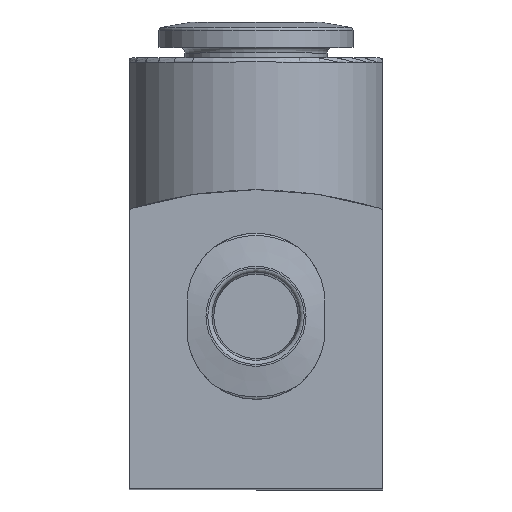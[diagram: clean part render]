
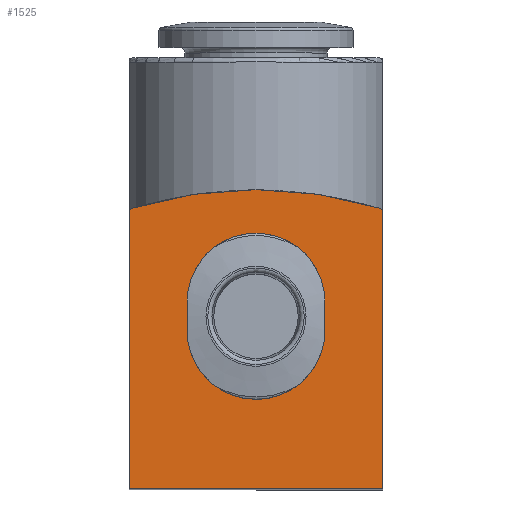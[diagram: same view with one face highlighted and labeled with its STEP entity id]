
A CAD part, top view. The second image highlights one B-rep face of the part: STEP entity #1525.
In plain terms, the highlighted planar face has unit normal (0, 0, 1).
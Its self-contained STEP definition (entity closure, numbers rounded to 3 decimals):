
#61=CIRCLE('',#1602,0.3);
#63=CIRCLE('',#1606,0.3);
#65=CIRCLE('',#1610,30.);
#67=CIRCLE('',#1615,4.05);
#228=ORIENTED_EDGE('',*,*,#481,.T.);
#229=ORIENTED_EDGE('',*,*,#460,.T.);
#230=ORIENTED_EDGE('',*,*,#425,.T.);
#231=ORIENTED_EDGE('',*,*,#476,.T.);
#232=ORIENTED_EDGE('',*,*,#437,.T.);
#233=ORIENTED_EDGE('',*,*,#467,.T.);
#234=ORIENTED_EDGE('',*,*,#474,.T.);
#425=EDGE_CURVE('',#563,#562,#664,.T.);
#437=EDGE_CURVE('',#575,#574,#676,.T.);
#460=EDGE_CURVE('',#592,#563,#61,.T.);
#467=EDGE_CURVE('',#574,#596,#63,.T.);
#474=EDGE_CURVE('',#596,#592,#65,.T.);
#476=EDGE_CURVE('',#562,#575,#694,.T.);
#481=EDGE_CURVE('',#603,#603,#67,.F.);
#562=VERTEX_POINT('',#2066);
#563=VERTEX_POINT('',#2068);
#574=VERTEX_POINT('',#2091);
#575=VERTEX_POINT('',#2093);
#592=VERTEX_POINT('',#2157);
#596=VERTEX_POINT('',#2175);
#603=VERTEX_POINT('',#2229);
#664=LINE('',#2067,#726);
#676=LINE('',#2092,#738);
#694=LINE('',#2207,#756);
#726=VECTOR('',#1727,1000.);
#738=VECTOR('',#1741,1000.);
#756=VECTOR('',#1805,1000.);
#793=EDGE_LOOP('',(#228));
#794=EDGE_LOOP('',(#229,#230,#231,#232,#233,#234));
#901=FACE_BOUND('',#793,.T.);
#902=FACE_BOUND('',#794,.T.);
#995=PLANE('',#1614);
#1525=ADVANCED_FACE('',(#901,#902),#995,.T.);
#1602=AXIS2_PLACEMENT_3D('',#2156,#1780,#1781);
#1606=AXIS2_PLACEMENT_3D('',#2176,#1791,#1792);
#1610=AXIS2_PLACEMENT_3D('',#2204,#1800,#1801);
#1614=AXIS2_PLACEMENT_3D('',#2227,#1810,#1811);
#1615=AXIS2_PLACEMENT_3D('',#2228,#1812,#1813);
#1727=DIRECTION('',(0.,-1.,0.));
#1741=DIRECTION('',(0.,1.,0.));
#1780=DIRECTION('',(0.,0.,1.));
#1781=DIRECTION('',(1.,0.,0.));
#1791=DIRECTION('',(0.,0.,1.));
#1792=DIRECTION('',(1.,0.,0.));
#1800=DIRECTION('',(0.,0.,1.));
#1801=DIRECTION('',(1.,0.,0.));
#1805=DIRECTION('',(1.,0.,0.));
#1810=DIRECTION('',(0.,0.,1.));
#1811=DIRECTION('',(1.,0.,0.));
#1812=DIRECTION('',(0.,0.,1.));
#1813=DIRECTION('',(1.,0.,0.));
#2066=CARTESIAN_POINT('',(-9.,0.,25.6));
#2067=CARTESIAN_POINT('',(-9.,19.647,25.6));
#2068=CARTESIAN_POINT('',(-9.,19.647,25.6));
#2091=CARTESIAN_POINT('',(9.,19.647,25.6));
#2092=CARTESIAN_POINT('',(9.,0.,25.6));
#2093=CARTESIAN_POINT('',(9.,0.,25.6));
#2156=CARTESIAN_POINT('',(-8.7,19.647,25.6));
#2157=CARTESIAN_POINT('',(-8.788,19.934,25.6));
#2175=CARTESIAN_POINT('',(8.788,19.934,25.6));
#2176=CARTESIAN_POINT('',(8.7,19.647,25.6));
#2204=CARTESIAN_POINT('',(0.,-8.75,25.6));
#2207=CARTESIAN_POINT('',(-9.,0.,25.6));
#2227=CARTESIAN_POINT('',(-8.7,19.647,25.6));
#2228=CARTESIAN_POINT('',(0.,12.25,25.6));
#2229=CARTESIAN_POINT('',(4.05,12.25,25.6));
